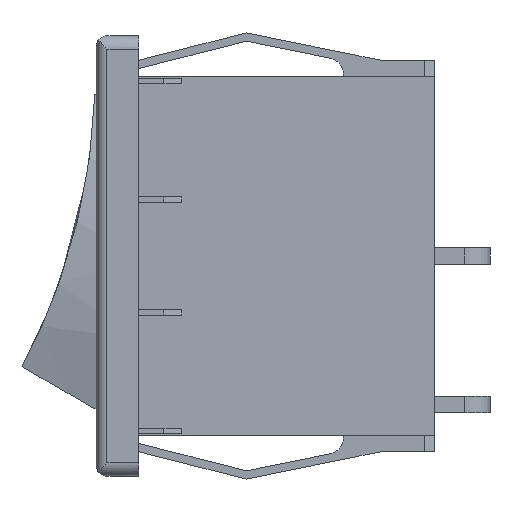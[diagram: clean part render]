
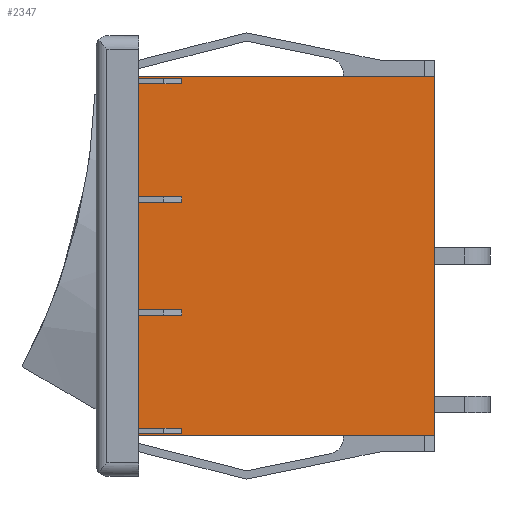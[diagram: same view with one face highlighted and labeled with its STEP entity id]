
A CAD part, left-side view. The second image highlights one B-rep face of the part: STEP entity #2347.
In plain terms, the highlighted planar face has unit normal (-1, 0, 0).
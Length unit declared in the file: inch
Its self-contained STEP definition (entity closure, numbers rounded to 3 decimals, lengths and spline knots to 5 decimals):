
#628=ORIENTED_EDGE('',*,*,#985,.T.);
#629=ORIENTED_EDGE('',*,*,#1064,.F.);
#630=ORIENTED_EDGE('',*,*,#964,.F.);
#631=ORIENTED_EDGE('',*,*,#1086,.T.);
#632=ORIENTED_EDGE('',*,*,#888,.T.);
#633=ORIENTED_EDGE('',*,*,#1073,.F.);
#634=ORIENTED_EDGE('',*,*,#894,.F.);
#635=ORIENTED_EDGE('',*,*,#1087,.T.);
#636=ORIENTED_EDGE('',*,*,#899,.T.);
#637=ORIENTED_EDGE('',*,*,#1072,.F.);
#638=ORIENTED_EDGE('',*,*,#904,.F.);
#639=ORIENTED_EDGE('',*,*,#1088,.T.);
#640=ORIENTED_EDGE('',*,*,#909,.T.);
#641=ORIENTED_EDGE('',*,*,#1071,.F.);
#642=ORIENTED_EDGE('',*,*,#914,.F.);
#643=ORIENTED_EDGE('',*,*,#1089,.T.);
#644=ORIENTED_EDGE('',*,*,#919,.T.);
#645=ORIENTED_EDGE('',*,*,#1070,.F.);
#646=ORIENTED_EDGE('',*,*,#970,.F.);
#647=ORIENTED_EDGE('',*,*,#878,.T.);
#878=EDGE_CURVE('',#1180,#1181,#1404,.T.);
#888=EDGE_CURVE('',#1190,#1191,#1412,.T.);
#894=EDGE_CURVE('',#1196,#1197,#1418,.T.);
#899=EDGE_CURVE('',#1200,#1201,#1423,.T.);
#904=EDGE_CURVE('',#1204,#1205,#1428,.T.);
#909=EDGE_CURVE('',#1208,#1209,#1433,.T.);
#914=EDGE_CURVE('',#1212,#1213,#1438,.T.);
#919=EDGE_CURVE('',#1216,#1217,#1443,.T.);
#964=EDGE_CURVE('',#1252,#1253,#1488,.T.);
#970=EDGE_CURVE('',#1180,#1256,#1494,.T.);
#985=EDGE_CURVE('',#1181,#1269,#1509,.T.);
#1064=EDGE_CURVE('',#1253,#1269,#1570,.T.);
#1070=EDGE_CURVE('',#1256,#1217,#1576,.T.);
#1071=EDGE_CURVE('',#1213,#1209,#1577,.T.);
#1072=EDGE_CURVE('',#1205,#1201,#1578,.T.);
#1073=EDGE_CURVE('',#1197,#1191,#1579,.T.);
#1086=EDGE_CURVE('',#1252,#1190,#1588,.T.);
#1087=EDGE_CURVE('',#1196,#1200,#1589,.T.);
#1088=EDGE_CURVE('',#1204,#1208,#1590,.T.);
#1089=EDGE_CURVE('',#1212,#1216,#1591,.T.);
#1180=VERTEX_POINT('',#3549);
#1181=VERTEX_POINT('',#3550);
#1190=VERTEX_POINT('',#3571);
#1191=VERTEX_POINT('',#3572);
#1196=VERTEX_POINT('',#3583);
#1197=VERTEX_POINT('',#3585);
#1200=VERTEX_POINT('',#3595);
#1201=VERTEX_POINT('',#3596);
#1204=VERTEX_POINT('',#3604);
#1205=VERTEX_POINT('',#3606);
#1208=VERTEX_POINT('',#3616);
#1209=VERTEX_POINT('',#3617);
#1212=VERTEX_POINT('',#3625);
#1213=VERTEX_POINT('',#3627);
#1216=VERTEX_POINT('',#3637);
#1217=VERTEX_POINT('',#3638);
#1252=VERTEX_POINT('',#3730);
#1253=VERTEX_POINT('',#3732);
#1256=VERTEX_POINT('',#3743);
#1269=VERTEX_POINT('',#3771);
#1404=LINE('',#3548,#1680);
#1412=LINE('',#3570,#1688);
#1418=LINE('',#3584,#1694);
#1423=LINE('',#3594,#1699);
#1428=LINE('',#3605,#1704);
#1433=LINE('',#3615,#1709);
#1438=LINE('',#3626,#1714);
#1443=LINE('',#3636,#1719);
#1488=LINE('',#3731,#1764);
#1494=LINE('',#3742,#1770);
#1509=LINE('',#3772,#1785);
#1570=LINE('',#3951,#1846);
#1576=LINE('',#3957,#1852);
#1577=LINE('',#3958,#1853);
#1578=LINE('',#3959,#1854);
#1579=LINE('',#3960,#1855);
#1588=LINE('',#3981,#1864);
#1589=LINE('',#3982,#1865);
#1590=LINE('',#3983,#1866);
#1591=LINE('',#3984,#1867);
#1680=VECTOR('',#2901,39.37008);
#1688=VECTOR('',#2917,39.37008);
#1694=VECTOR('',#2925,39.37008);
#1699=VECTOR('',#2934,39.37008);
#1704=VECTOR('',#2941,39.37008);
#1709=VECTOR('',#2950,39.37008);
#1714=VECTOR('',#2957,39.37008);
#1719=VECTOR('',#2966,39.37008);
#1764=VECTOR('',#3037,39.37008);
#1770=VECTOR('',#3047,39.37008);
#1785=VECTOR('',#3064,39.37008);
#1846=VECTOR('',#3181,39.37008);
#1852=VECTOR('',#3187,39.37008);
#1853=VECTOR('',#3188,39.37008);
#1854=VECTOR('',#3189,39.37008);
#1855=VECTOR('',#3190,39.37008);
#1864=VECTOR('',#3219,39.37008);
#1865=VECTOR('',#3220,39.37008);
#1866=VECTOR('',#3221,39.37008);
#1867=VECTOR('',#3222,39.37008);
#1993=EDGE_LOOP('',(#628,#629,#630,#631,#632,#633,#634,#635,#636,#637,#638,
#639,#640,#641,#642,#643,#644,#645,#646,#647));
#2127=FACE_BOUND('',#1993,.T.);
#2228=PLANE('',#2661);
#2347=ADVANCED_FACE('',(#2127),#2228,.T.);
#2661=AXIS2_PLACEMENT_3D('',#3980,#3217,#3218);
#2901=DIRECTION('',(0.,0.,1.));
#2917=DIRECTION('',(0.,1.,0.));
#2925=DIRECTION('',(0.,1.,0.));
#2934=DIRECTION('',(0.,1.,0.));
#2941=DIRECTION('',(0.,1.,0.));
#2950=DIRECTION('',(0.,1.,0.));
#2957=DIRECTION('',(0.,1.,0.));
#2966=DIRECTION('',(0.,1.,0.));
#3037=DIRECTION('',(0.,1.,0.));
#3047=DIRECTION('',(0.,1.,0.));
#3064=DIRECTION('',(0.,1.,0.));
#3181=DIRECTION('',(0.,0.,1.));
#3187=DIRECTION('',(0.,0.,1.));
#3188=DIRECTION('',(0.,0.,1.));
#3189=DIRECTION('',(0.,0.,1.));
#3190=DIRECTION('',(0.,0.,1.));
#3217=DIRECTION('',(-1.,0.,0.));
#3218=DIRECTION('',(0.,0.,1.));
#3219=DIRECTION('',(0.,0.,-1.));
#3220=DIRECTION('',(0.,0.,-1.));
#3221=DIRECTION('',(0.,0.,-1.));
#3222=DIRECTION('',(0.,0.,-1.));
#3548=CARTESIAN_POINT('',(-0.242,-0.551,0.33));
#3549=CARTESIAN_POINT('',(-0.242,-0.551,-0.3345));
#3550=CARTESIAN_POINT('',(-0.242,-0.551,0.3345));
#3570=CARTESIAN_POINT('',(-0.242,-0.551,0.32));
#3571=CARTESIAN_POINT('',(-0.242,-0.08,0.32));
#3572=CARTESIAN_POINT('',(-0.242,0.,0.32));
#3583=CARTESIAN_POINT('',(-0.242,-0.08,0.11));
#3584=CARTESIAN_POINT('',(-0.242,-0.551,0.11));
#3585=CARTESIAN_POINT('',(-0.242,0.,0.11));
#3594=CARTESIAN_POINT('',(-0.242,-0.551,0.1));
#3595=CARTESIAN_POINT('',(-0.242,-0.08,0.1));
#3596=CARTESIAN_POINT('',(-0.242,0.,0.1));
#3604=CARTESIAN_POINT('',(-0.242,-0.08,-0.1));
#3605=CARTESIAN_POINT('',(-0.242,-0.551,-0.1));
#3606=CARTESIAN_POINT('',(-0.242,0.,-0.1));
#3615=CARTESIAN_POINT('',(-0.242,-0.551,-0.11));
#3616=CARTESIAN_POINT('',(-0.242,-0.08,-0.11));
#3617=CARTESIAN_POINT('',(-0.242,0.,-0.11));
#3625=CARTESIAN_POINT('',(-0.242,-0.08,-0.32));
#3626=CARTESIAN_POINT('',(-0.242,-0.551,-0.32));
#3627=CARTESIAN_POINT('',(-0.242,0.,-0.32));
#3636=CARTESIAN_POINT('',(-0.242,-0.551,-0.33));
#3637=CARTESIAN_POINT('',(-0.242,-0.08,-0.33));
#3638=CARTESIAN_POINT('',(-0.242,0.,-0.33));
#3730=CARTESIAN_POINT('',(-0.242,-0.08,0.33));
#3731=CARTESIAN_POINT('',(-0.242,-0.551,0.33));
#3732=CARTESIAN_POINT('',(-0.242,0.,0.33));
#3742=CARTESIAN_POINT('',(-0.242,-0.551,-0.3345));
#3743=CARTESIAN_POINT('',(-0.242,0.,-0.3345));
#3771=CARTESIAN_POINT('',(-0.242,0.,0.3345));
#3772=CARTESIAN_POINT('',(-0.242,-0.551,0.3345));
#3951=CARTESIAN_POINT('',(-0.242,0.,0.33));
#3957=CARTESIAN_POINT('',(-0.242,0.,-0.3345));
#3958=CARTESIAN_POINT('',(-0.242,0.,-0.32));
#3959=CARTESIAN_POINT('',(-0.242,0.,-0.1));
#3960=CARTESIAN_POINT('',(-0.242,0.,0.11));
#3980=CARTESIAN_POINT('',(-0.242,-0.551,0.33));
#3981=CARTESIAN_POINT('',(-0.242,-0.08,0.5));
#3982=CARTESIAN_POINT('',(-0.242,-0.08,0.5));
#3983=CARTESIAN_POINT('',(-0.242,-0.08,0.5));
#3984=CARTESIAN_POINT('',(-0.242,-0.08,0.5));
